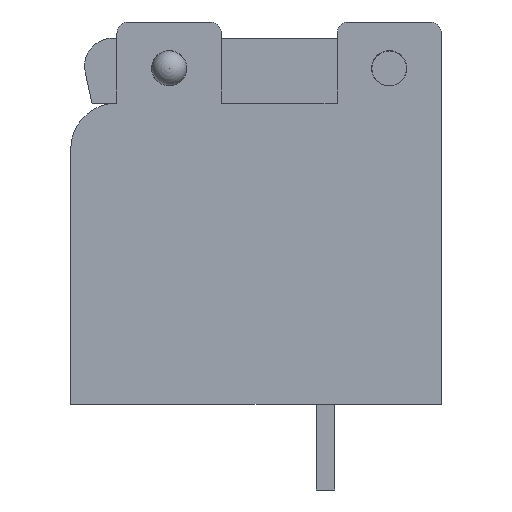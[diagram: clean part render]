
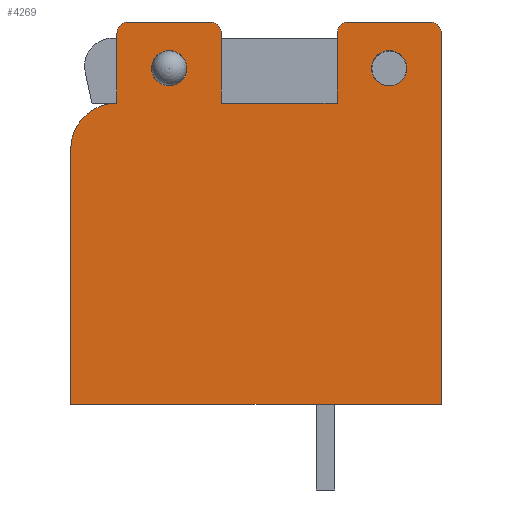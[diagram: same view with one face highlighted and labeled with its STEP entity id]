
A CAD part, left-side view. The second image highlights one B-rep face of the part: STEP entity #4269.
In plain terms, the highlighted planar face has unit normal (-1, 0, 0).
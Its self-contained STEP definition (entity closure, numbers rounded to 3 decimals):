
#82=FACE_BOUND('',#552,.T.);
#83=FACE_BOUND('',#553,.T.);
#298=FACE_OUTER_BOUND('',#551,.T.);
#551=EDGE_LOOP('',(#3467,#3468,#3469,#3470,#3471,#3472,#3473,#3474,#3475,
#3476,#3477,#3478,#3479,#3480));
#552=EDGE_LOOP('',(#3481));
#553=EDGE_LOOP('',(#3482));
#764=CIRCLE('',#4672,0.5);
#765=CIRCLE('',#4673,0.5);
#766=CIRCLE('',#4674,0.5);
#767=CIRCLE('',#4675,0.5);
#768=CIRCLE('',#4676,2.);
#769=CIRCLE('',#4677,0.76);
#770=CIRCLE('',#4678,0.76);
#1052=LINE('',#6897,#1513);
#1066=LINE('',#6924,#1527);
#1081=LINE('',#6953,#1542);
#1082=LINE('',#6957,#1543);
#1083=LINE('',#6961,#1544);
#1084=LINE('',#6963,#1545);
#1085=LINE('',#6965,#1546);
#1086=LINE('',#6969,#1547);
#1087=LINE('',#6973,#1548);
#1513=VECTOR('',#5605,1.);
#1527=VECTOR('',#5621,1.);
#1542=VECTOR('',#5638,1.);
#1543=VECTOR('',#5641,1.);
#1544=VECTOR('',#5644,1.);
#1545=VECTOR('',#5645,1.);
#1546=VECTOR('',#5646,1.);
#1547=VECTOR('',#5649,1.);
#1548=VECTOR('',#5652,1.);
#1960=VERTEX_POINT('',#6894);
#1961=VERTEX_POINT('',#6896);
#1972=VERTEX_POINT('',#6921);
#1973=VERTEX_POINT('',#6923);
#1987=VERTEX_POINT('',#6954);
#1988=VERTEX_POINT('',#6956);
#1989=VERTEX_POINT('',#6958);
#1990=VERTEX_POINT('',#6960);
#1991=VERTEX_POINT('',#6962);
#1992=VERTEX_POINT('',#6964);
#1993=VERTEX_POINT('',#6966);
#1994=VERTEX_POINT('',#6968);
#1995=VERTEX_POINT('',#6970);
#1996=VERTEX_POINT('',#6972);
#1997=VERTEX_POINT('',#6975);
#1998=VERTEX_POINT('',#6977);
#2483=EDGE_CURVE('',#1961,#1960,#1052,.T.);
#2497=EDGE_CURVE('',#1973,#1972,#1066,.T.);
#2512=EDGE_CURVE('',#1960,#1973,#1081,.T.);
#2513=EDGE_CURVE('',#1987,#1972,#764,.T.);
#2514=EDGE_CURVE('',#1987,#1988,#1082,.T.);
#2515=EDGE_CURVE('',#1989,#1988,#765,.T.);
#2516=EDGE_CURVE('',#1989,#1990,#1083,.T.);
#2517=EDGE_CURVE('',#1990,#1991,#1084,.T.);
#2518=EDGE_CURVE('',#1991,#1992,#1085,.T.);
#2519=EDGE_CURVE('',#1993,#1992,#766,.T.);
#2520=EDGE_CURVE('',#1993,#1994,#1086,.T.);
#2521=EDGE_CURVE('',#1995,#1994,#767,.T.);
#2522=EDGE_CURVE('',#1995,#1996,#1087,.T.);
#2523=EDGE_CURVE('',#1961,#1996,#768,.T.);
#2524=EDGE_CURVE('',#1997,#1997,#769,.T.);
#2525=EDGE_CURVE('',#1998,#1998,#770,.T.);
#3467=ORIENTED_EDGE('',*,*,#2483,.T.);
#3468=ORIENTED_EDGE('',*,*,#2512,.T.);
#3469=ORIENTED_EDGE('',*,*,#2497,.T.);
#3470=ORIENTED_EDGE('',*,*,#2513,.F.);
#3471=ORIENTED_EDGE('',*,*,#2514,.T.);
#3472=ORIENTED_EDGE('',*,*,#2515,.F.);
#3473=ORIENTED_EDGE('',*,*,#2516,.T.);
#3474=ORIENTED_EDGE('',*,*,#2517,.T.);
#3475=ORIENTED_EDGE('',*,*,#2518,.T.);
#3476=ORIENTED_EDGE('',*,*,#2519,.F.);
#3477=ORIENTED_EDGE('',*,*,#2520,.T.);
#3478=ORIENTED_EDGE('',*,*,#2521,.F.);
#3479=ORIENTED_EDGE('',*,*,#2522,.T.);
#3480=ORIENTED_EDGE('',*,*,#2523,.F.);
#3481=ORIENTED_EDGE('',*,*,#2524,.T.);
#3482=ORIENTED_EDGE('',*,*,#2525,.T.);
#4039=PLANE('',#4671);
#4269=ADVANCED_FACE('',(#298,#82,#83),#4039,.T.);
#4671=AXIS2_PLACEMENT_3D('',#6952,#5636,#5637);
#4672=AXIS2_PLACEMENT_3D('',#6955,#5639,#5640);
#4673=AXIS2_PLACEMENT_3D('',#6959,#5642,#5643);
#4674=AXIS2_PLACEMENT_3D('',#6967,#5647,#5648);
#4675=AXIS2_PLACEMENT_3D('',#6971,#5650,#5651);
#4676=AXIS2_PLACEMENT_3D('',#6974,#5653,#5654);
#4677=AXIS2_PLACEMENT_3D('',#6976,#5655,#5656);
#4678=AXIS2_PLACEMENT_3D('',#6978,#5657,#5658);
#5605=DIRECTION('',(0.,0.,-1.));
#5621=DIRECTION('',(0.,0.,1.));
#5636=DIRECTION('center_axis',(-1.,0.,0.));
#5637=DIRECTION('ref_axis',(0.,-1.,0.));
#5638=DIRECTION('',(0.,-1.,0.));
#5639=DIRECTION('center_axis',(1.,0.,0.));
#5640=DIRECTION('ref_axis',(0.,1.,0.));
#5641=DIRECTION('',(0.,1.,0.));
#5642=DIRECTION('center_axis',(1.,0.,0.));
#5643=DIRECTION('ref_axis',(0.,1.,0.));
#5644=DIRECTION('',(0.,0.,-1.));
#5645=DIRECTION('',(0.,1.,0.));
#5646=DIRECTION('',(0.,0.,1.));
#5647=DIRECTION('center_axis',(1.,0.,0.));
#5648=DIRECTION('ref_axis',(0.,1.,0.));
#5649=DIRECTION('',(0.,1.,0.));
#5650=DIRECTION('center_axis',(1.,0.,0.));
#5651=DIRECTION('ref_axis',(0.,1.,0.));
#5652=DIRECTION('',(0.,0.,-1.));
#5653=DIRECTION('center_axis',(1.,0.,0.));
#5654=DIRECTION('ref_axis',(0.,1.,0.));
#5655=DIRECTION('center_axis',(1.,0.,0.));
#5656=DIRECTION('ref_axis',(0.,1.,0.));
#5657=DIRECTION('center_axis',(1.,0.,0.));
#5658=DIRECTION('ref_axis',(0.,1.,0.));
#6894=CARTESIAN_POINT('',(0.,0.,0.));
#6896=CARTESIAN_POINT('',(0.,0.,11.));
#6897=CARTESIAN_POINT('',(0.,0.,11.));
#6921=CARTESIAN_POINT('',(0.,-16.,16.));
#6923=CARTESIAN_POINT('',(0.,-16.,0.));
#6924=CARTESIAN_POINT('',(0.,-16.,0.));
#6952=CARTESIAN_POINT('Origin',(0.,-8.294,8.377));
#6953=CARTESIAN_POINT('',(0.,0.,0.));
#6954=CARTESIAN_POINT('',(0.,-15.5,16.5));
#6955=CARTESIAN_POINT('Origin',(0.,-15.5,16.));
#6956=CARTESIAN_POINT('',(0.,-12.,16.5));
#6957=CARTESIAN_POINT('',(0.,-15.5,16.5));
#6958=CARTESIAN_POINT('',(0.,-11.5,16.));
#6959=CARTESIAN_POINT('Origin',(0.,-12.,16.));
#6960=CARTESIAN_POINT('',(0.,-11.5,13.));
#6961=CARTESIAN_POINT('',(0.,-11.5,16.));
#6962=CARTESIAN_POINT('',(0.,-6.5,13.));
#6963=CARTESIAN_POINT('',(0.,-11.5,13.));
#6964=CARTESIAN_POINT('',(0.,-6.5,16.));
#6965=CARTESIAN_POINT('',(0.,-6.5,13.));
#6966=CARTESIAN_POINT('',(0.,-6.,16.5));
#6967=CARTESIAN_POINT('Origin',(0.,-6.,16.));
#6968=CARTESIAN_POINT('',(0.,-2.5,16.5));
#6969=CARTESIAN_POINT('',(0.,-6.,16.5));
#6970=CARTESIAN_POINT('',(0.,-2.,16.));
#6971=CARTESIAN_POINT('Origin',(0.,-2.5,16.));
#6972=CARTESIAN_POINT('',(0.,-2.,13.));
#6973=CARTESIAN_POINT('',(0.,-2.,16.));
#6974=CARTESIAN_POINT('Origin',(0.,-2.,11.));
#6975=CARTESIAN_POINT('',(0.,-5.01,14.5));
#6976=CARTESIAN_POINT('Origin',(0.,-4.25,14.5));
#6977=CARTESIAN_POINT('',(0.,-14.51,14.5));
#6978=CARTESIAN_POINT('Origin',(0.,-13.75,14.5));
